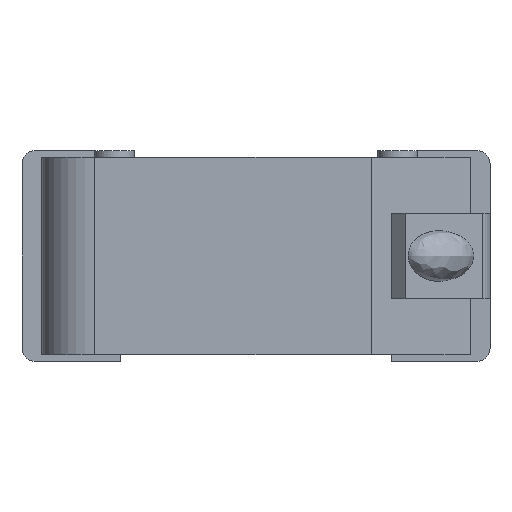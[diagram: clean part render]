
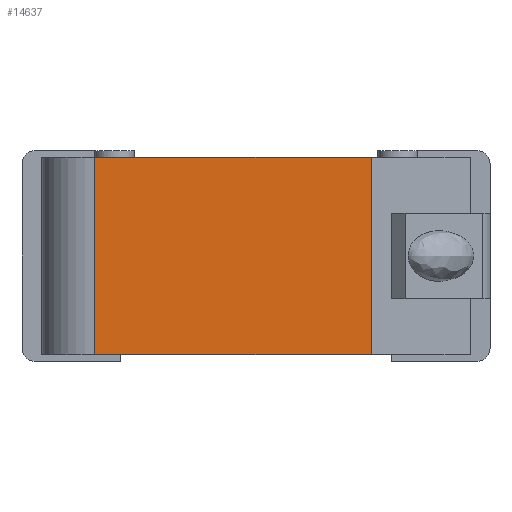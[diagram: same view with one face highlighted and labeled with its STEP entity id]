
A CAD part, front view. The second image highlights one B-rep face of the part: STEP entity #14637.
In plain terms, the highlighted planar face has unit normal (0, -1, 0).
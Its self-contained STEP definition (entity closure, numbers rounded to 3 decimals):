
#612 = VECTOR ( 'NONE', #14048, 1000. ) ;
#645 = FACE_OUTER_BOUND ( 'NONE', #11054, .T. ) ;
#1200 = CARTESIAN_POINT ( 'NONE',  ( 1.75, -3.25, 3.1 ) ) ;
#1234 = CARTESIAN_POINT ( 'NONE',  ( 1.75, -3.25, 0.1 ) ) ;
#2236 = CARTESIAN_POINT ( 'NONE',  ( -2.45, -3.25, 3.1 ) ) ;
#2401 = VECTOR ( 'NONE', #15865, 1000. ) ;
#2504 = EDGE_CURVE ( 'NONE', #10996, #10400, #10798, .T. ) ;
#2717 = ORIENTED_EDGE ( 'NONE', *, *, #2722, .T. ) ;
#2722 = EDGE_CURVE ( 'NONE', #11684, #10170, #8909, .T. ) ;
#2775 = DIRECTION ( 'NONE',  ( 1., 0., 0. ) ) ;
#5040 = ORIENTED_EDGE ( 'NONE', *, *, #2504, .F. ) ;
#6469 = DIRECTION ( 'NONE',  ( 0., 0., -1. ) ) ;
#6626 = LINE ( 'NONE', #2236, #2401 ) ;
#7764 = DIRECTION ( 'NONE',  ( 0., 0., 1. ) ) ;
#7814 = PLANE ( 'NONE',  #11524 ) ;
#7850 = CARTESIAN_POINT ( 'NONE',  ( -2.45, -3.25, 0.1 ) ) ;
#8065 = LINE ( 'NONE', #9481, #15849 ) ;
#8553 = ORIENTED_EDGE ( 'NONE', *, *, #8687, .F. ) ;
#8687 = EDGE_CURVE ( 'NONE', #11684, #10996, #6626, .T. ) ;
#8909 = LINE ( 'NONE', #11332, #612 ) ;
#9001 = CARTESIAN_POINT ( 'NONE',  ( -2.45, -3.25, 3.1 ) ) ;
#9481 = CARTESIAN_POINT ( 'NONE',  ( -2.45, -3.25, 0.1 ) ) ;
#10170 = VERTEX_POINT ( 'NONE', #7850 ) ;
#10400 = VERTEX_POINT ( 'NONE', #1234 ) ;
#10798 = LINE ( 'NONE', #1200, #16298 ) ;
#10996 = VERTEX_POINT ( 'NONE', #12741 ) ;
#11054 = EDGE_LOOP ( 'NONE', ( #12678, #5040, #8553, #2717 ) ) ;
#11332 = CARTESIAN_POINT ( 'NONE',  ( -2.45, -3.25, 3.1 ) ) ;
#11524 = AXIS2_PLACEMENT_3D ( 'NONE', #9001, #13078, #7764 ) ;
#11684 = VERTEX_POINT ( 'NONE', #13357 ) ;
#11808 = EDGE_CURVE ( 'NONE', #10170, #10400, #8065, .T. ) ;
#12678 = ORIENTED_EDGE ( 'NONE', *, *, #11808, .T. ) ;
#12741 = CARTESIAN_POINT ( 'NONE',  ( 1.75, -3.25, 3.1 ) ) ;
#13078 = DIRECTION ( 'NONE',  ( 0., 1., 0. ) ) ;
#13357 = CARTESIAN_POINT ( 'NONE',  ( -2.45, -3.25, 3.1 ) ) ;
#14048 = DIRECTION ( 'NONE',  ( 0., 0., -1. ) ) ;
#14637 = ADVANCED_FACE ( 'NONE', ( #645 ), #7814, .F. ) ;
#15849 = VECTOR ( 'NONE', #2775, 1000. ) ;
#15865 = DIRECTION ( 'NONE',  ( 1., 0., 0. ) ) ;
#16298 = VECTOR ( 'NONE', #6469, 1000. ) ;
